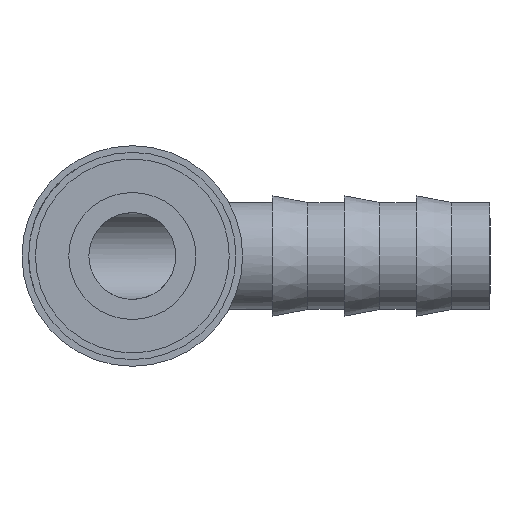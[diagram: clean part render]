
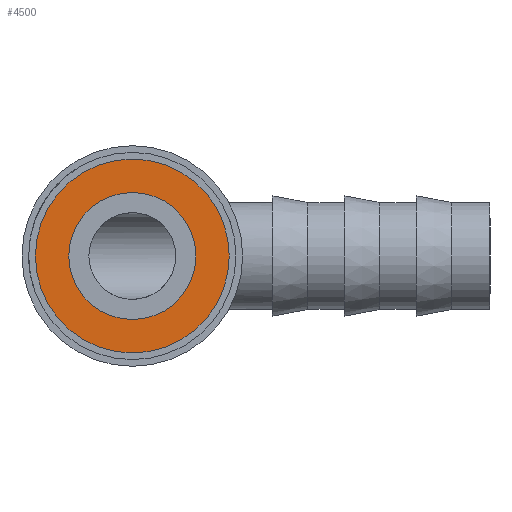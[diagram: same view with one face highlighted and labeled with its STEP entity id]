
A CAD part, left-side view. The second image highlights one B-rep face of the part: STEP entity #4500.
In plain terms, the highlighted planar face has unit normal (-1, 0, 0).
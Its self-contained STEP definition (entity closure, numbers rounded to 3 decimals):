
#167 = DIRECTION ( 'NONE',  ( 1., 0., 0. ) ) ;
#693 = VERTEX_POINT ( 'NONE', #7979 ) ;
#902 = DIRECTION ( 'NONE',  ( 1., 0., 0. ) ) ;
#921 = DIRECTION ( 'NONE',  ( -1., 0., 0. ) ) ;
#949 = EDGE_LOOP ( 'NONE', ( #8032, #1492 ) ) ;
#973 = VERTEX_POINT ( 'NONE', #4887 ) ;
#1007 = CARTESIAN_POINT ( 'NONE',  ( 0., 0., 9.5 ) ) ;
#1086 = PLANE ( 'NONE',  #6378 ) ;
#1110 = DIRECTION ( 'NONE',  ( 0., 0., -1. ) ) ;
#1211 = EDGE_LOOP ( 'NONE', ( #2248, #7884 ) ) ;
#1492 = ORIENTED_EDGE ( 'NONE', *, *, #6051, .T. ) ;
#1578 = CARTESIAN_POINT ( 'NONE',  ( 0., 0., 0. ) ) ;
#2012 = CARTESIAN_POINT ( 'NONE',  ( 0., 0., 0. ) ) ;
#2243 = VERTEX_POINT ( 'NONE', #2987 ) ;
#2248 = ORIENTED_EDGE ( 'NONE', *, *, #6314, .T. ) ;
#2369 = AXIS2_PLACEMENT_3D ( 'NONE', #1578, #921, #5905 ) ;
#2493 = FACE_BOUND ( 'NONE', #949, .T. ) ;
#2635 = CIRCLE ( 'NONE', #6945, 9.5 ) ;
#2840 = DIRECTION ( 'NONE',  ( 0., 0., -1. ) ) ;
#2987 = CARTESIAN_POINT ( 'NONE',  ( 0., 0., -9.5 ) ) ;
#3058 = CIRCLE ( 'NONE', #5835, 9.5 ) ;
#3136 = CARTESIAN_POINT ( 'NONE',  ( 0., 0., 0. ) ) ;
#3461 = VERTEX_POINT ( 'NONE', #1007 ) ;
#3596 = CARTESIAN_POINT ( 'NONE',  ( 0., 0., 0. ) ) ;
#3779 = DIRECTION ( 'NONE',  ( 1., 0., 0. ) ) ;
#4156 = AXIS2_PLACEMENT_3D ( 'NONE', #8062, #6054, #6618 ) ;
#4500 = ADVANCED_FACE ( 'NONE', ( #2493, #5054 ), #1086, .F. ) ;
#4550 = EDGE_CURVE ( 'NONE', #693, #973, #5124, .T. ) ;
#4887 = CARTESIAN_POINT ( 'NONE',  ( 0., 0., 14.5 ) ) ;
#5054 = FACE_OUTER_BOUND ( 'NONE', #1211, .T. ) ;
#5124 = CIRCLE ( 'NONE', #4156, 14.5 ) ;
#5131 = EDGE_CURVE ( 'NONE', #3461, #2243, #2635, .T. ) ;
#5798 = DIRECTION ( 'NONE',  ( 0., 0., -1. ) ) ;
#5835 = AXIS2_PLACEMENT_3D ( 'NONE', #3596, #902, #1110 ) ;
#5905 = DIRECTION ( 'NONE',  ( 0., 0., 1. ) ) ;
#6051 = EDGE_CURVE ( 'NONE', #2243, #3461, #3058, .T. ) ;
#6054 = DIRECTION ( 'NONE',  ( -1., 0., 0. ) ) ;
#6314 = EDGE_CURVE ( 'NONE', #973, #693, #6669, .T. ) ;
#6378 = AXIS2_PLACEMENT_3D ( 'NONE', #3136, #3779, #5798 ) ;
#6618 = DIRECTION ( 'NONE',  ( 0., 0., 1. ) ) ;
#6669 = CIRCLE ( 'NONE', #2369, 14.5 ) ;
#6945 = AXIS2_PLACEMENT_3D ( 'NONE', #2012, #167, #2840 ) ;
#7884 = ORIENTED_EDGE ( 'NONE', *, *, #4550, .T. ) ;
#7979 = CARTESIAN_POINT ( 'NONE',  ( 0., 0., -14.5 ) ) ;
#8032 = ORIENTED_EDGE ( 'NONE', *, *, #5131, .T. ) ;
#8062 = CARTESIAN_POINT ( 'NONE',  ( 0., 0., 0. ) ) ;
